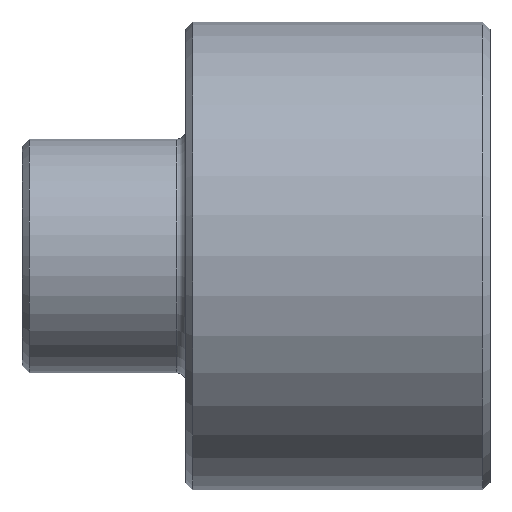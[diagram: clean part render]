
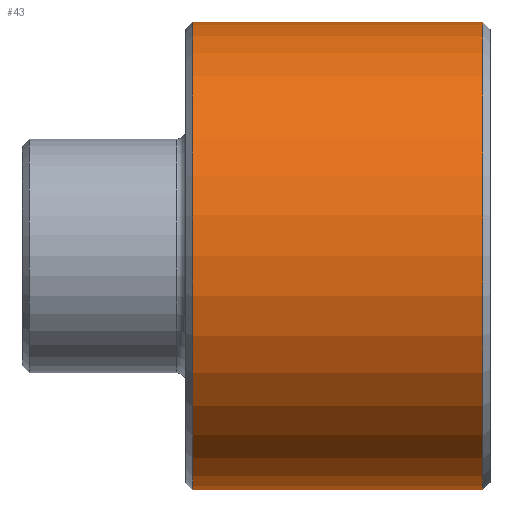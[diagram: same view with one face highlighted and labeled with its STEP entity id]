
A CAD part, top view. The second image highlights one B-rep face of the part: STEP entity #43.
In plain terms, the highlighted cylindrical face has radius 10 mm (diameter 20 mm), a partial arc.
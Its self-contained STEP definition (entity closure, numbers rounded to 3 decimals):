
#43=ADVANCED_FACE('',(#74),#260,.T.);
#74=FACE_OUTER_BOUND('',#105,.F.);
#105=EDGE_LOOP('',(#140,#141,#142,#143));
#140=ORIENTED_EDGE('',*,*,#329,.T.);
#141=ORIENTED_EDGE('',*,*,#324,.F.);
#142=ORIENTED_EDGE('',*,*,#328,.F.);
#143=ORIENTED_EDGE('',*,*,#318,.T.);
#260=CYLINDRICAL_SURFACE('',#570,10.);
#270=LINE('',#822,#292);
#271=LINE('',#823,#293);
#292=VECTOR('',#635,12.4);
#293=VECTOR('',#636,12.4);
#318=EDGE_CURVE('',#442,#441,#378,.T.);
#324=EDGE_CURVE('',#436,#435,#384,.T.);
#328=EDGE_CURVE('',#442,#436,#270,.T.);
#329=EDGE_CURVE('',#441,#435,#271,.T.);
#378=CIRCLE('',#536,10.);
#384=CIRCLE('',#542,10.);
#435=VERTEX_POINT('',#796);
#436=VERTEX_POINT('',#797);
#441=VERTEX_POINT('',#802);
#442=VERTEX_POINT('',#803);
#536=AXIS2_PLACEMENT_3D('',#812,#615,#616);
#542=AXIS2_PLACEMENT_3D('',#818,#627,#628);
#570=AXIS2_PLACEMENT_3D('',#868,#705,#706);
#615=DIRECTION('',(1.,0.,0.));
#616=DIRECTION('',(0.,1.,0.));
#627=DIRECTION('',(1.,0.,0.));
#628=DIRECTION('',(0.,1.,0.));
#635=DIRECTION('',(-1.,0.,0.));
#636=DIRECTION('',(-1.,0.,0.));
#705=DIRECTION('',(1.,0.,0.));
#706=DIRECTION('',(0.,1.,0.));
#796=CARTESIAN_POINT('',(7.3,-10.,0.));
#797=CARTESIAN_POINT('',(7.3,10.,0.));
#802=CARTESIAN_POINT('',(19.7,-10.,0.));
#803=CARTESIAN_POINT('',(19.7,10.,0.));
#812=CARTESIAN_POINT('',(19.7,0.,0.));
#818=CARTESIAN_POINT('',(7.3,0.,0.));
#822=CARTESIAN_POINT('',(19.7,10.,0.));
#823=CARTESIAN_POINT('',(19.7,-10.,0.));
#868=CARTESIAN_POINT('',(20.,0.,0.));
